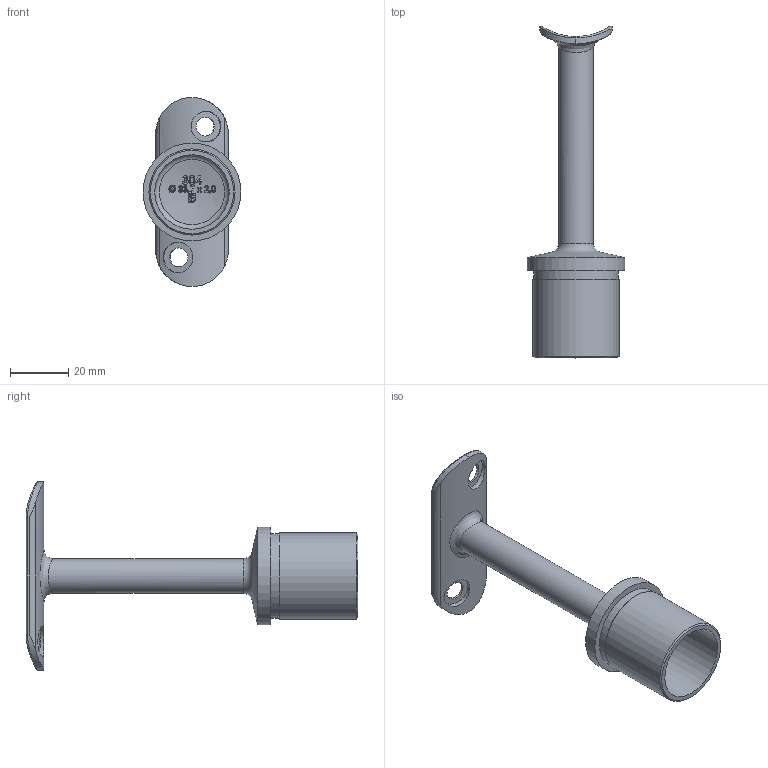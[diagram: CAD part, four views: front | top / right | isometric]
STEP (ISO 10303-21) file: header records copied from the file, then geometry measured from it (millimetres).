
FILE_DESCRIPTION (( 'STEP AP203' ), '1' );
FILE_NAME ('60420-240.step', '2021-08-18T11:12:48', ( '' ), ( '' ), 'SwSTEP 2.0', 'SolidWorks 2018', '' );
FILE_SCHEMA (( 'CONFIG_CONTROL_DESIGN' ));
Length unit declared in the file: millimetre
Products named in the file (2): 60420-240
Bounding box: 33.7 x 114.12 x 65 mm (x, y, z)
Volume: 20883.4 mm3; surface area: 13496.6 mm2
Topology: 1 solids, 1 shells, 533 faces, 1403 edges, 932 vertices
Faces by surface type: plane 240, bspline 216, cylinder 54, sphere 20, torus 2, cone 1
Full cylindrical faces by diameter (mm): 6.5 x2, 10.5 x2, 12 x1, 25.6 x1, 29.2 x1, 29.6 x1, 33.7 x1
Entity records: 26955 total; most frequent: CARTESIAN_POINT 15048, ORIENTED_EDGE 2780, DIRECTION 1834, EDGE_CURVE 1390, VERTEX_POINT 932, AXIS2_PLACEMENT_3D 629, EDGE_LOOP 610, VECTOR 576
